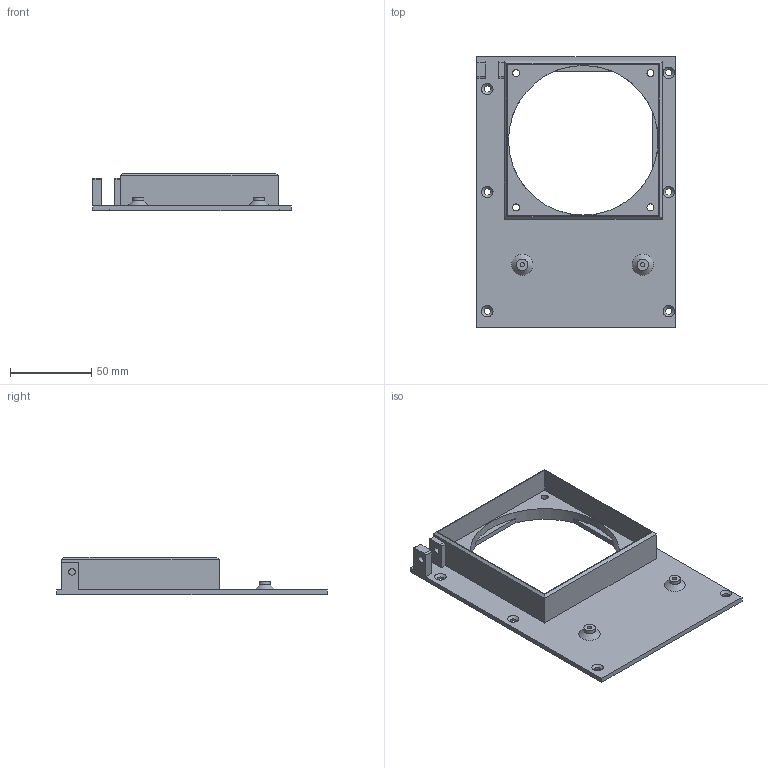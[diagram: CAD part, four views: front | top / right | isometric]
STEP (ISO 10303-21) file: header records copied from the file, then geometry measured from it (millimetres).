
FILE_DESCRIPTION(/* description */ (''),/* implementation_level */ '2;1');
FILE_NAME(/* name */ 'Fan Holder Small B3 - front.step',/* time_stamp */ '2024-01-14T15:59:37-07:00',/* author */ (''),/* organization */ (''),/* preprocessor_version */ 'ST-DEVELOPER v20',/* originating_system */ 'Autodesk Translation Framework v12.14.0.127',/* authorisation */ '');
FILE_SCHEMA (('AUTOMOTIVE_DESIGN { 1 0 10303 214 3 1 1 }'));
Length unit declared in the file: millimetre
Products named in the file (1): Holder
Bounding box: 122 x 166.5 x 23 mm (x, y, z)
Volume: 67183.3 mm3; surface area: 46506.1 mm2
Topology: 1 solids, 1 shells, 72 faces, 179 edges, 114 vertices
Faces by surface type: plane 42, cylinder 21, cone 9
Full cylindrical faces by diameter (mm): 2.6 x2, 4 x8, 4.3 x4, 7 x2, 92 x1
Entity records: 2216 total; most frequent: DIRECTION 381, CARTESIAN_POINT 366, ORIENTED_EDGE 358, EDGE_CURVE 179, AXIS2_PLACEMENT_3D 129, LINE 123, VECTOR 123, VERTEX_POINT 114
